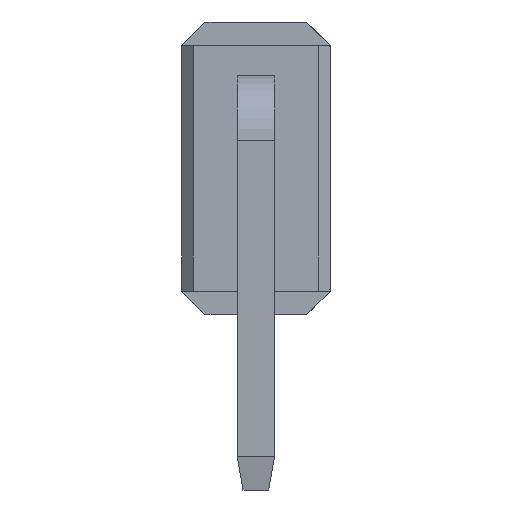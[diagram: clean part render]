
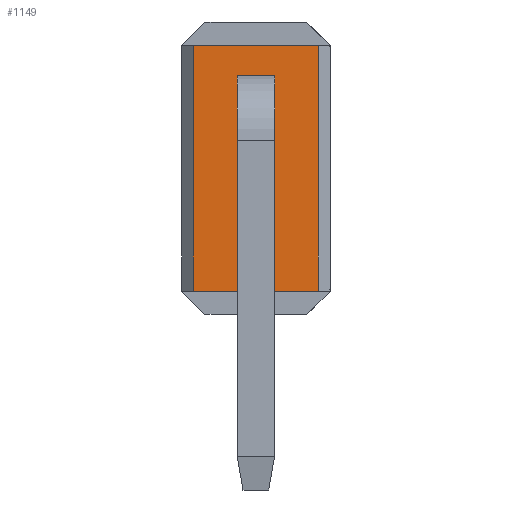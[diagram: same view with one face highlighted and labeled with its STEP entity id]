
A CAD part, front view. The second image highlights one B-rep face of the part: STEP entity #1149.
In plain terms, the highlighted planar face has unit normal (0, -1, 0).
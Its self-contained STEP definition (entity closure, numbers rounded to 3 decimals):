
#19 = LINE ( 'NONE', #689, #431 ) ;
#28 = ORIENTED_EDGE ( 'NONE', *, *, #1302, .T. ) ;
#34 = VERTEX_POINT ( 'NONE', #1948 ) ;
#41 = DIRECTION ( 'NONE',  ( 1., 0., 0. ) ) ;
#59 = ORIENTED_EDGE ( 'NONE', *, *, #1271, .T. ) ;
#64 = CARTESIAN_POINT ( 'NONE',  ( -0.32, 0.54, 0.95 ) ) ;
#69 = VERTEX_POINT ( 'NONE', #1144 ) ;
#74 = DIRECTION ( 'NONE',  ( 0., 0., 1. ) ) ;
#93 = DIRECTION ( 'NONE',  ( 0., 0., 1. ) ) ;
#155 = VERTEX_POINT ( 'NONE', #1009 ) ;
#186 = VERTEX_POINT ( 'NONE', #1339 ) ;
#205 = EDGE_CURVE ( 'NONE', #1278, #155, #2024, .T. ) ;
#250 = CARTESIAN_POINT ( 'NONE',  ( -1.07, 0.54, 2.1 ) ) ;
#253 = CARTESIAN_POINT ( 'NONE',  ( -1.27, 0.54, 2.1 ) ) ;
#273 = DIRECTION ( 'NONE',  ( 1., 0., 0. ) ) ;
#297 = LINE ( 'NONE', #64, #1161 ) ;
#334 = VECTOR ( 'NONE', #606, 1000. ) ;
#336 = CARTESIAN_POINT ( 'NONE',  ( 0.32, 0.54, 0.95 ) ) ;
#340 = EDGE_CURVE ( 'NONE', #1637, #34, #1301, .T. ) ;
#374 = CARTESIAN_POINT ( 'NONE',  ( -0.32, 0.54, -0.95 ) ) ;
#430 = CARTESIAN_POINT ( 'NONE',  ( -0.32, 0.54, -1.59 ) ) ;
#431 = VECTOR ( 'NONE', #2059, 1000. ) ;
#507 = EDGE_LOOP ( 'NONE', ( #1557, #59, #1241, #1737 ) ) ;
#565 = FACE_BOUND ( 'NONE', #1254, .T. ) ;
#575 = VERTEX_POINT ( 'NONE', #374 ) ;
#595 = LINE ( 'NONE', #1084, #1113 ) ;
#599 = ORIENTED_EDGE ( 'NONE', *, *, #1445, .T. ) ;
#606 = DIRECTION ( 'NONE',  ( 1., 0., 0. ) ) ;
#655 = EDGE_CURVE ( 'NONE', #69, #1860, #595, .T. ) ;
#689 = CARTESIAN_POINT ( 'NONE',  ( -0.32, 0.54, -0.95 ) ) ;
#705 = VECTOR ( 'NONE', #93, 1000. ) ;
#715 = CARTESIAN_POINT ( 'NONE',  ( -0.32, 0.54, -0.95 ) ) ;
#723 = DIRECTION ( 'NONE',  ( 0., 1., 0. ) ) ;
#727 = LINE ( 'NONE', #1647, #334 ) ;
#732 = VECTOR ( 'NONE', #1180, 1000. ) ;
#752 = LINE ( 'NONE', #1713, #705 ) ;
#789 = CARTESIAN_POINT ( 'NONE',  ( 1.07, 0.54, -2.1 ) ) ;
#799 = DIRECTION ( 'NONE',  ( 0., 0., 1. ) ) ;
#813 = EDGE_CURVE ( 'NONE', #186, #981, #727, .T. ) ;
#817 = LINE ( 'NONE', #430, #1683 ) ;
#856 = LINE ( 'NONE', #336, #732 ) ;
#889 = ORIENTED_EDGE ( 'NONE', *, *, #1872, .T. ) ;
#925 = VERTEX_POINT ( 'NONE', #2009 ) ;
#981 = VERTEX_POINT ( 'NONE', #1944 ) ;
#997 = EDGE_CURVE ( 'NONE', #575, #1389, #19, .T. ) ;
#1009 = CARTESIAN_POINT ( 'NONE',  ( 1.07, 0.54, 2.1 ) ) ;
#1022 = DIRECTION ( 'NONE',  ( -1., 0., 0. ) ) ;
#1030 = FACE_OUTER_BOUND ( 'NONE', #1934, .T. ) ;
#1084 = CARTESIAN_POINT ( 'NONE',  ( -0.32, 0.54, 1.59 ) ) ;
#1107 = LINE ( 'NONE', #715, #2014 ) ;
#1113 = VECTOR ( 'NONE', #41, 1000. ) ;
#1144 = CARTESIAN_POINT ( 'NONE',  ( -0.32, 0.54, 1.59 ) ) ;
#1149 = ADVANCED_FACE ( 'NONE', ( #565, #1939, #1030 ), #1291, .F. ) ;
#1161 = VECTOR ( 'NONE', #74, 1000. ) ;
#1180 = DIRECTION ( 'NONE',  ( 0., 0., -1. ) ) ;
#1241 = ORIENTED_EDGE ( 'NONE', *, *, #655, .T. ) ;
#1254 = EDGE_LOOP ( 'NONE', ( #889, #599, #28, #1313 ) ) ;
#1271 = EDGE_CURVE ( 'NONE', #34, #69, #297, .T. ) ;
#1278 = VERTEX_POINT ( 'NONE', #250 ) ;
#1291 = PLANE ( 'NONE',  #1532 ) ;
#1301 = LINE ( 'NONE', #1571, #2160 ) ;
#1302 = EDGE_CURVE ( 'NONE', #1797, #575, #1107, .T. ) ;
#1313 = ORIENTED_EDGE ( 'NONE', *, *, #997, .T. ) ;
#1325 = DIRECTION ( 'NONE',  ( -1., 0., 0. ) ) ;
#1326 = VECTOR ( 'NONE', #799, 1000. ) ;
#1339 = CARTESIAN_POINT ( 'NONE',  ( -1.07, 0.54, -2.1 ) ) ;
#1377 = CARTESIAN_POINT ( 'NONE',  ( -0.32, 0.54, -1.59 ) ) ;
#1389 = VERTEX_POINT ( 'NONE', #1941 ) ;
#1411 = DIRECTION ( 'NONE',  ( 0., 0., 1. ) ) ;
#1434 = ORIENTED_EDGE ( 'NONE', *, *, #2013, .F. ) ;
#1445 = EDGE_CURVE ( 'NONE', #925, #1797, #817, .T. ) ;
#1469 = ORIENTED_EDGE ( 'NONE', *, *, #813, .T. ) ;
#1504 = EDGE_CURVE ( 'NONE', #1860, #1637, #856, .T. ) ;
#1515 = CARTESIAN_POINT ( 'NONE',  ( 0.32, 0.54, 0.95 ) ) ;
#1521 = VECTOR ( 'NONE', #273, 1000. ) ;
#1532 = AXIS2_PLACEMENT_3D ( 'NONE', #2105, #723, #1973 ) ;
#1557 = ORIENTED_EDGE ( 'NONE', *, *, #340, .T. ) ;
#1571 = CARTESIAN_POINT ( 'NONE',  ( -0.32, 0.54, 0.95 ) ) ;
#1637 = VERTEX_POINT ( 'NONE', #1515 ) ;
#1647 = CARTESIAN_POINT ( 'NONE',  ( -1.27, 0.54, -2.1 ) ) ;
#1655 = VECTOR ( 'NONE', #2175, 1000. ) ;
#1683 = VECTOR ( 'NONE', #1325, 1000. ) ;
#1713 = CARTESIAN_POINT ( 'NONE',  ( -1.07, 0.54, -2.1 ) ) ;
#1737 = ORIENTED_EDGE ( 'NONE', *, *, #1504, .T. ) ;
#1787 = LINE ( 'NONE', #789, #1326 ) ;
#1797 = VERTEX_POINT ( 'NONE', #1377 ) ;
#1860 = VERTEX_POINT ( 'NONE', #2028 ) ;
#1872 = EDGE_CURVE ( 'NONE', #1389, #925, #2046, .T. ) ;
#1884 = CARTESIAN_POINT ( 'NONE',  ( 0.32, 0.54, -0.95 ) ) ;
#1922 = EDGE_CURVE ( 'NONE', #981, #155, #1787, .T. ) ;
#1934 = EDGE_LOOP ( 'NONE', ( #1469, #2065, #2209, #1434 ) ) ;
#1939 = FACE_BOUND ( 'NONE', #507, .T. ) ;
#1941 = CARTESIAN_POINT ( 'NONE',  ( 0.32, 0.54, -0.95 ) ) ;
#1944 = CARTESIAN_POINT ( 'NONE',  ( 1.07, 0.54, -2.1 ) ) ;
#1948 = CARTESIAN_POINT ( 'NONE',  ( -0.32, 0.54, 0.95 ) ) ;
#1973 = DIRECTION ( 'NONE',  ( 0., 0., 1. ) ) ;
#2009 = CARTESIAN_POINT ( 'NONE',  ( 0.32, 0.54, -1.59 ) ) ;
#2013 = EDGE_CURVE ( 'NONE', #186, #1278, #752, .T. ) ;
#2014 = VECTOR ( 'NONE', #1411, 1000. ) ;
#2024 = LINE ( 'NONE', #253, #1521 ) ;
#2028 = CARTESIAN_POINT ( 'NONE',  ( 0.32, 0.54, 1.59 ) ) ;
#2046 = LINE ( 'NONE', #1884, #1655 ) ;
#2059 = DIRECTION ( 'NONE',  ( 1., 0., 0. ) ) ;
#2065 = ORIENTED_EDGE ( 'NONE', *, *, #1922, .T. ) ;
#2105 = CARTESIAN_POINT ( 'NONE',  ( -1.27, 0.54, 2.1 ) ) ;
#2160 = VECTOR ( 'NONE', #1022, 1000. ) ;
#2175 = DIRECTION ( 'NONE',  ( 0., 0., -1. ) ) ;
#2209 = ORIENTED_EDGE ( 'NONE', *, *, #205, .F. ) ;
